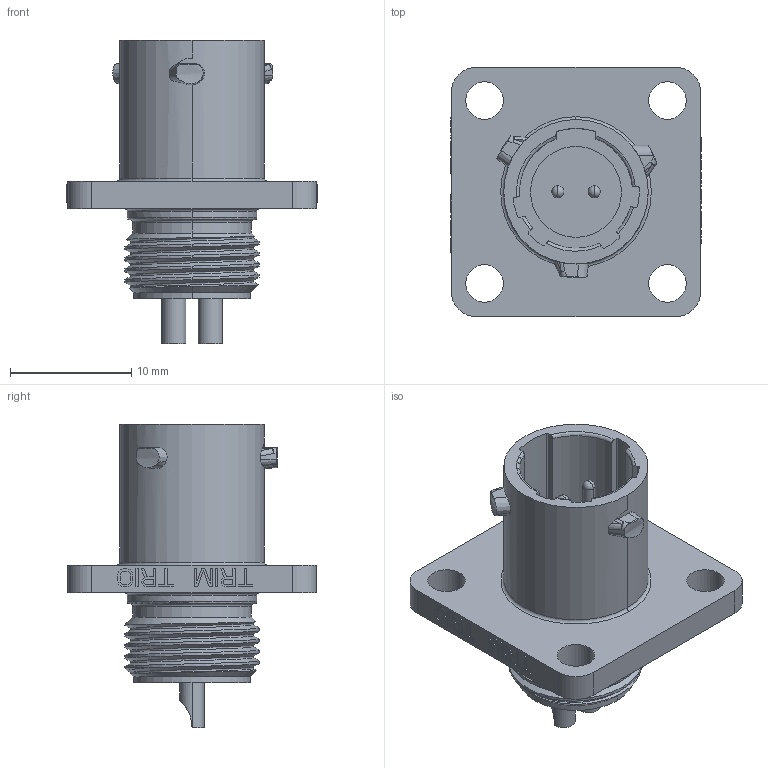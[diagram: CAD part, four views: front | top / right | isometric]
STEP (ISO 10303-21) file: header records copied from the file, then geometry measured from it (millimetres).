
FILE_DESCRIPTION((''),'2;1');
FILE_NAME('UTS08E2P','2011-04-04T',('vsorin'),('SOURIAU'),'PRO/ENGINEER BY PARAMETRIC TECHNOLOGY CORPORATION, 2010140','PRO/ENGINEER BY PARAMETRIC TECHNOLOGY CORPORATION, 2010140','');
FILE_SCHEMA(('CONFIG_CONTROL_DESIGN'));
Length unit declared in the file: millimetre
Products named in the file (1): UTS08E2P
Bounding box: 20.75 x 20.55 x 25 mm (x, y, z)
Surface area: 2229.7 mm2 (no closed solid volume)
Topology: 0 solids, 24 shells, 179 faces, 1090 edges, 933 vertices
Faces by surface type: cylinder 65, plane 53, bspline 28, torus 13, cone 7, sphere 7, extrusion 6
Entity records: 14043 total; most frequent: CARTESIAN_POINT 6118, ORIENTED_EDGE 1478, DIRECTION 1407, EDGE_CURVE 1086, VERTEX_POINT 933, VECTOR 793, LINE 787, AXIS2_PLACEMENT_3D 307
